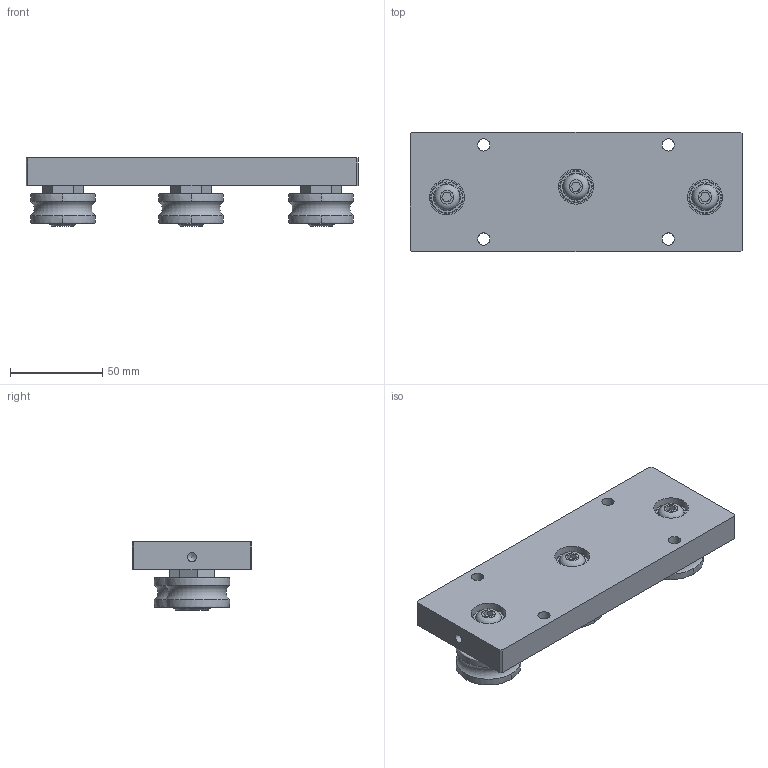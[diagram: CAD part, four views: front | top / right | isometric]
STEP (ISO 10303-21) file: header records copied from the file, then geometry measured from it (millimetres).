
FILE_DESCRIPTION(/* description */ ('CARRELLO IL65/AC 3 ROT. L=180'),/* implementation_level */ '2;1');
FILE_NAME(/* name */ 'GCARO0000049.stp',/* time_stamp */ '2022-07-28T15:35:10+02:00',/* author */ ('tecnico2.vi'),/* organization */ (''),/* preprocessor_version */ 'ST-DEVELOPER v18.1',/* originating_system */ 'Autodesk Inventor 2022',/* authorisation */ '');
FILE_SCHEMA (('AUTOMOTIVE_DESIGN { 1 0 10303 214 3 1 1 }'));
Length unit declared in the file: millimetre
Products named in the file (5): DM60CA0008-A; DM70CT0027-A; DM80VI0093-A; 23.535.00E; 23.535.00C
Assembly tree (7 placements, depth 2):
  DM60CA0008-A
    DM70CT0027-A
    DM80VI0093-A  x3
    23.535.00E
    23.535.00C  x2
Bounding box: 180 x 65 x 37 mm (x, y, z)
Volume: 217746.4 mm3; surface area: 50708.6 mm2
Topology: 7 solids, 7 shells, 171 faces, 379 edges, 230 vertices
Faces by surface type: plane 90, cylinder 32, cone 22, torus 15, bspline 12
Full cylindrical faces by diameter (mm): 4.917 x2, 6.647 x10, 8 x3, 12 x6, 13.977 x1, 14 x4, 17.5 x3, 19 x3
Entity records: 3733 total; most frequent: CARTESIAN_POINT 1119, DIRECTION 522, ORIENTED_EDGE 450, EDGE_CURVE 225, AXIS2_PLACEMENT_3D 207, VERTEX_POINT 139, EDGE_LOOP 131, LINE 108
